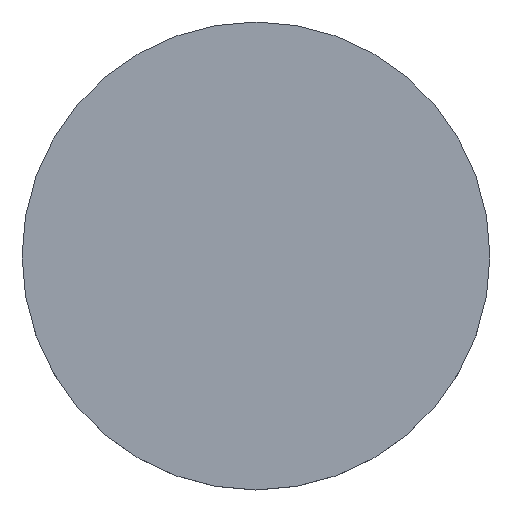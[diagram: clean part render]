
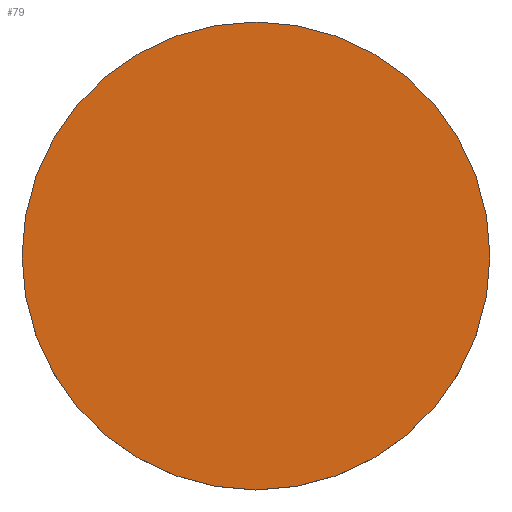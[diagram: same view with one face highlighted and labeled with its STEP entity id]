
A CAD part, top view. The second image highlights one B-rep face of the part: STEP entity #79.
In plain terms, the highlighted planar face has unit normal (0, 0, 1).
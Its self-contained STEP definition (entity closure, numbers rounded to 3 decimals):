
#3 = CIRCLE ( 'NONE', #39, 12.7 ) ;
#11 = CIRCLE ( 'NONE', #71, 12.7 ) ;
#17 = PLANE ( 'NONE',  #218 ) ;
#22 = EDGE_CURVE ( 'NONE', #128, #120, #11, .T. ) ;
#26 = ORIENTED_EDGE ( 'NONE', *, *, #58, .F. ) ;
#31 = CARTESIAN_POINT ( 'NONE',  ( -12.7, 0., 3. ) ) ;
#32 = ORIENTED_EDGE ( 'NONE', *, *, #22, .F. ) ;
#39 = AXIS2_PLACEMENT_3D ( 'NONE', #230, #109, #119 ) ;
#58 = EDGE_CURVE ( 'NONE', #120, #128, #3, .T. ) ;
#60 = CARTESIAN_POINT ( 'NONE',  ( 0., 0., 3. ) ) ;
#71 = AXIS2_PLACEMENT_3D ( 'NONE', #60, #153, #138 ) ;
#79 = ADVANCED_FACE ( 'NONE', ( #149 ), #17, .T. ) ;
#98 = EDGE_LOOP ( 'NONE', ( #26, #32 ) ) ;
#109 = DIRECTION ( 'NONE',  ( 0., 0., -1. ) ) ;
#119 = DIRECTION ( 'NONE',  ( 1., 0., 0. ) ) ;
#120 = VERTEX_POINT ( 'NONE', #195 ) ;
#123 = DIRECTION ( 'NONE',  ( 1., 0., 0. ) ) ;
#128 = VERTEX_POINT ( 'NONE', #31 ) ;
#138 = DIRECTION ( 'NONE',  ( 1., 0., 0. ) ) ;
#149 = FACE_OUTER_BOUND ( 'NONE', #98, .T. ) ;
#153 = DIRECTION ( 'NONE',  ( 0., 0., -1. ) ) ;
#178 = DIRECTION ( 'NONE',  ( 0., 0., 1. ) ) ;
#195 = CARTESIAN_POINT ( 'NONE',  ( 12.7, 0., 3. ) ) ;
#218 = AXIS2_PLACEMENT_3D ( 'NONE', #235, #178, #123 ) ;
#230 = CARTESIAN_POINT ( 'NONE',  ( 0., 0., 3. ) ) ;
#235 = CARTESIAN_POINT ( 'NONE',  ( 0., 26.112, 3. ) ) ;
